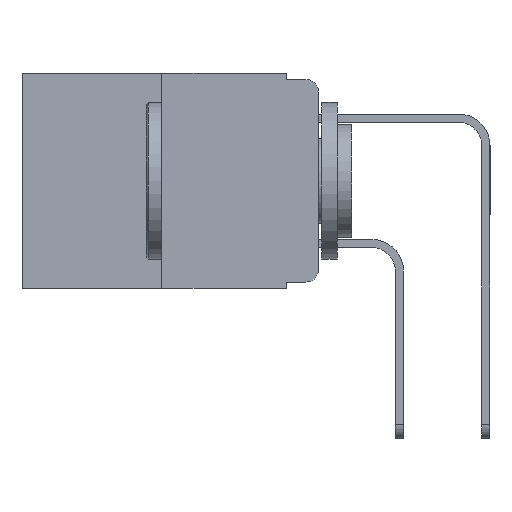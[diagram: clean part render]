
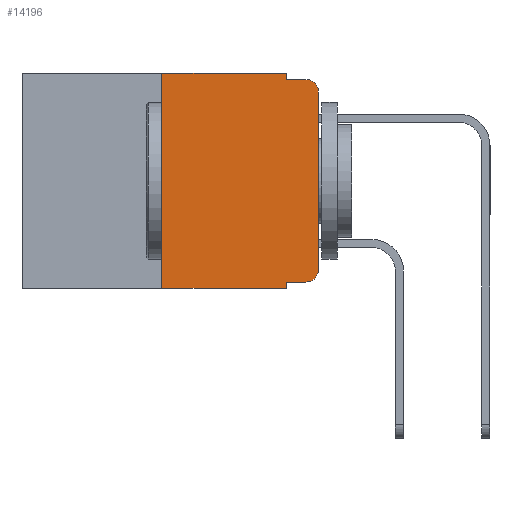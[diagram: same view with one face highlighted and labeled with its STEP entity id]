
A CAD part, left-side view. The second image highlights one B-rep face of the part: STEP entity #14196.
In plain terms, the highlighted planar face has unit normal (-1, 0, 0).
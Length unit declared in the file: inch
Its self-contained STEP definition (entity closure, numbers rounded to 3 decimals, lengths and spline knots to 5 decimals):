
#89 = DIRECTION ( 'NONE',  ( 0., -1., 0. ) ) ;
#553 = DIRECTION ( 'NONE',  ( 1., 0., 0. ) ) ;
#740 = ORIENTED_EDGE ( 'NONE', *, *, #7776, .T. ) ;
#1598 = EDGE_LOOP ( 'NONE', ( #20721, #22425, #19404, #21943, #8177, #3565, #3795, #3071, #740, #11850 ) ) ;
#2650 = CARTESIAN_POINT ( 'NONE',  ( 0., 0.051, -0.343 ) ) ;
#2745 = CARTESIAN_POINT ( 'NONE',  ( 0., 0.051, -0.333 ) ) ;
#3071 = ORIENTED_EDGE ( 'NONE', *, *, #8964, .F. ) ;
#3374 = VECTOR ( 'NONE', #4444, 39.37008 ) ;
#3565 = ORIENTED_EDGE ( 'NONE', *, *, #10143, .F. ) ;
#3602 = CARTESIAN_POINT ( 'NONE',  ( 0., 0.473, -0.343 ) ) ;
#3698 = CARTESIAN_POINT ( 'NONE',  ( 0., 0.051, -0.01 ) ) ;
#3795 = ORIENTED_EDGE ( 'NONE', *, *, #19843, .T. ) ;
#4129 = DIRECTION ( 'NONE',  ( 0., -1., 0. ) ) ;
#4444 = DIRECTION ( 'NONE',  ( 0., -1., 0. ) ) ;
#4613 = LINE ( 'NONE', #5704, #21869 ) ;
#4867 = CARTESIAN_POINT ( 'NONE',  ( 0., 0.25, -0.343 ) ) ;
#4958 = VERTEX_POINT ( 'NONE', #7049 ) ;
#5473 = VERTEX_POINT ( 'NONE', #11900 ) ;
#5704 = CARTESIAN_POINT ( 'NONE',  ( 0., 0.051, -0.01 ) ) ;
#5758 = PLANE ( 'NONE',  #13838 ) ;
#5816 = VERTEX_POINT ( 'NONE', #4867 ) ;
#6298 = LINE ( 'NONE', #9828, #14879 ) ;
#6543 = EDGE_CURVE ( 'NONE', #21670, #5473, #8623, .T. ) ;
#6751 = CARTESIAN_POINT ( 'NONE',  ( 0., 0.051, 0. ) ) ;
#6828 = CARTESIAN_POINT ( 'NONE',  ( 0., 0.02, -0.313 ) ) ;
#7049 = CARTESIAN_POINT ( 'NONE',  ( 0., 0.25, 0. ) ) ;
#7212 = VECTOR ( 'NONE', #21716, 39.37008 ) ;
#7776 = EDGE_CURVE ( 'NONE', #19558, #21670, #13351, .T. ) ;
#8177 = ORIENTED_EDGE ( 'NONE', *, *, #11711, .F. ) ;
#8623 = CIRCLE ( 'NONE', #10698, 0.02 ) ;
#8656 = DIRECTION ( 'NONE',  ( 0., 0., -1. ) ) ;
#8964 = EDGE_CURVE ( 'NONE', #19558, #15918, #16537, .T. ) ;
#9069 = DIRECTION ( 'NONE',  ( -1., 0., 0. ) ) ;
#9076 = DIRECTION ( 'NONE',  ( 0., -1., 0. ) ) ;
#9828 = CARTESIAN_POINT ( 'NONE',  ( 0., 0.051, 0. ) ) ;
#10143 = EDGE_CURVE ( 'NONE', #5816, #4958, #20787, .T. ) ;
#10462 = DIRECTION ( 'NONE',  ( 0., 0., -1. ) ) ;
#10698 = AXIS2_PLACEMENT_3D ( 'NONE', #6828, #18729, #8656 ) ;
#10840 = VERTEX_POINT ( 'NONE', #6751 ) ;
#10841 = VECTOR ( 'NONE', #9076, 39.37008 ) ;
#11271 = EDGE_CURVE ( 'NONE', #10840, #14116, #6298, .T. ) ;
#11409 = CARTESIAN_POINT ( 'NONE',  ( 0., 0.473, 0. ) ) ;
#11500 = DIRECTION ( 'NONE',  ( 0., 0., -1. ) ) ;
#11592 = VECTOR ( 'NONE', #21118, 39.37008 ) ;
#11711 = EDGE_CURVE ( 'NONE', #4958, #10840, #18417, .T. ) ;
#11850 = ORIENTED_EDGE ( 'NONE', *, *, #6543, .T. ) ;
#11900 = CARTESIAN_POINT ( 'NONE',  ( 0., 0., -0.313 ) ) ;
#12139 = VECTOR ( 'NONE', #10462, 39.37008 ) ;
#13071 = DIRECTION ( 'NONE',  ( 0., 0., -1. ) ) ;
#13221 = CARTESIAN_POINT ( 'NONE',  ( 0., 0.051, -0.333 ) ) ;
#13351 = LINE ( 'NONE', #13221, #3374 ) ;
#13497 = EDGE_CURVE ( 'NONE', #14116, #20545, #4613, .T. ) ;
#13838 = AXIS2_PLACEMENT_3D ( 'NONE', #11409, #553, #13071 ) ;
#14116 = VERTEX_POINT ( 'NONE', #3698 ) ;
#14196 = ADVANCED_FACE ( 'NONE', ( #17257 ), #5758, .F. ) ;
#14595 = EDGE_CURVE ( 'NONE', #16917, #20545, #17775, .T. ) ;
#14853 = CARTESIAN_POINT ( 'NONE',  ( 0., 0.25, 0. ) ) ;
#14879 = VECTOR ( 'NONE', #11500, 39.37008 ) ;
#15698 = EDGE_CURVE ( 'NONE', #5473, #16917, #20525, .T. ) ;
#15918 = VERTEX_POINT ( 'NONE', #2650 ) ;
#16537 = LINE ( 'NONE', #17062, #12139 ) ;
#16751 = AXIS2_PLACEMENT_3D ( 'NONE', #19127, #9069, #20880 ) ;
#16917 = VERTEX_POINT ( 'NONE', #20454 ) ;
#17062 = CARTESIAN_POINT ( 'NONE',  ( 0., 0.051, 0. ) ) ;
#17257 = FACE_OUTER_BOUND ( 'NONE', #1598, .T. ) ;
#17775 = CIRCLE ( 'NONE', #16751, 0.02 ) ;
#17864 = CARTESIAN_POINT ( 'NONE',  ( 0., 0.473, 0. ) ) ;
#18417 = LINE ( 'NONE', #17864, #21413 ) ;
#18729 = DIRECTION ( 'NONE',  ( -1., 0., 0. ) ) ;
#18857 = CARTESIAN_POINT ( 'NONE',  ( 0., 0.02, -0.333 ) ) ;
#19127 = CARTESIAN_POINT ( 'NONE',  ( 0., 0.02, -0.03 ) ) ;
#19361 = CARTESIAN_POINT ( 'NONE',  ( 0., 0., 0. ) ) ;
#19404 = ORIENTED_EDGE ( 'NONE', *, *, #13497, .F. ) ;
#19558 = VERTEX_POINT ( 'NONE', #2745 ) ;
#19760 = LINE ( 'NONE', #3602, #10841 ) ;
#19843 = EDGE_CURVE ( 'NONE', #5816, #15918, #19760, .T. ) ;
#20454 = CARTESIAN_POINT ( 'NONE',  ( 0., 0., -0.03 ) ) ;
#20525 = LINE ( 'NONE', #19361, #11592 ) ;
#20545 = VERTEX_POINT ( 'NONE', #20930 ) ;
#20721 = ORIENTED_EDGE ( 'NONE', *, *, #15698, .T. ) ;
#20787 = LINE ( 'NONE', #14853, #7212 ) ;
#20880 = DIRECTION ( 'NONE',  ( 0., 0., -1. ) ) ;
#20930 = CARTESIAN_POINT ( 'NONE',  ( 0., 0.02, -0.01 ) ) ;
#21118 = DIRECTION ( 'NONE',  ( 0., 0., 1. ) ) ;
#21413 = VECTOR ( 'NONE', #4129, 39.37008 ) ;
#21670 = VERTEX_POINT ( 'NONE', #18857 ) ;
#21716 = DIRECTION ( 'NONE',  ( 0., 0., 1. ) ) ;
#21869 = VECTOR ( 'NONE', #89, 39.37008 ) ;
#21943 = ORIENTED_EDGE ( 'NONE', *, *, #11271, .F. ) ;
#22425 = ORIENTED_EDGE ( 'NONE', *, *, #14595, .T. ) ;
